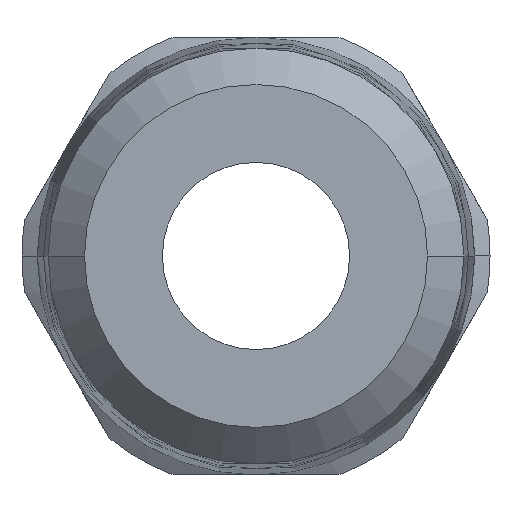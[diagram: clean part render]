
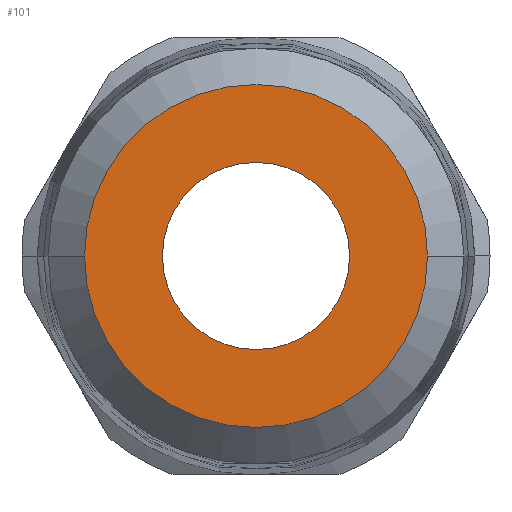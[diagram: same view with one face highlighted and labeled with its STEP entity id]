
A CAD part, left-side view. The second image highlights one B-rep face of the part: STEP entity #101.
In plain terms, the highlighted planar face has unit normal (-1, 0, 0).
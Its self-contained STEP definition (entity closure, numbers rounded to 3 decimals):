
#101=ADVANCED_FACE('',(#242,#243),#244,.T.);
#242=FACE_BOUND('',#412,.T.);
#243=FACE_OUTER_BOUND('',#413,.T.);
#244=PLANE('',#414);
#412=EDGE_LOOP('',(#877,#878));
#413=EDGE_LOOP('',(#879,#880));
#414=AXIS2_PLACEMENT_3D('',#881,#882,#883);
#877=ORIENTED_EDGE('',*,*,#1281,.T.);
#878=ORIENTED_EDGE('',*,*,#1184,.T.);
#879=ORIENTED_EDGE('',*,*,#1175,.F.);
#880=ORIENTED_EDGE('',*,*,#1295,.F.);
#881=CARTESIAN_POINT('',(-37.3,-2.749,0.0));
#882=DIRECTION('',(-1.0,0.,-0.0));
#883=DIRECTION('',(0.,1.0,0.0));
#1175=EDGE_CURVE('',#1423,#1426,#1427,.T.);
#1184=EDGE_CURVE('',#1437,#1441,#1443,.T.);
#1281=EDGE_CURVE('',#1441,#1437,#1604,.T.);
#1295=EDGE_CURVE('',#1426,#1423,#1623,.T.);
#1423=VERTEX_POINT('',#1813);
#1426=VERTEX_POINT('',#1817);
#1427=CIRCLE('',#1818,5.498);
#1437=VERTEX_POINT('',#1831);
#1441=VERTEX_POINT('',#1836);
#1443=CIRCLE('',#1839,3.0);
#1604=CIRCLE('',#2292,3.0);
#1623=CIRCLE('',#2311,5.498);
#1813=CARTESIAN_POINT('',(-37.3,-5.498,0.0));
#1817=CARTESIAN_POINT('',(-37.3,5.498,0.));
#1818=AXIS2_PLACEMENT_3D('',#2637,#2638,#2639);
#1831=CARTESIAN_POINT('',(-37.3,0.,-3.0));
#1836=CARTESIAN_POINT('',(-37.3,0.,3.0));
#1839=AXIS2_PLACEMENT_3D('',#2654,#2655,#2656);
#2292=AXIS2_PLACEMENT_3D('',#2797,#2798,#2799);
#2311=AXIS2_PLACEMENT_3D('',#2839,#2840,#2841);
#2637=CARTESIAN_POINT('',(-37.3,0.0,0.0));
#2638=DIRECTION('',(1.0,0.,0.0));
#2639=DIRECTION('',(0.,-1.0,0.0));
#2654=CARTESIAN_POINT('',(-37.3,0.0,0.0));
#2655=DIRECTION('',(1.0,0.,0.0));
#2656=DIRECTION('',(0.0,0.0,-1.0));
#2797=CARTESIAN_POINT('',(-37.3,0.0,0.0));
#2798=DIRECTION('',(1.0,0.,0.0));
#2799=DIRECTION('',(0.0,0.0,-1.0));
#2839=CARTESIAN_POINT('',(-37.3,0.0,0.0));
#2840=DIRECTION('',(1.0,0.,0.0));
#2841=DIRECTION('',(0.,-1.0,0.0));
